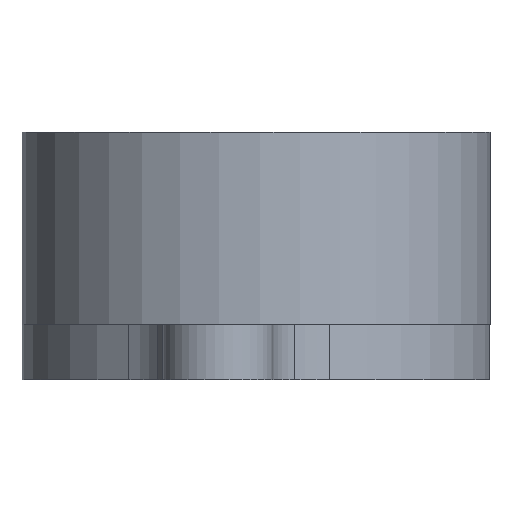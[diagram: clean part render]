
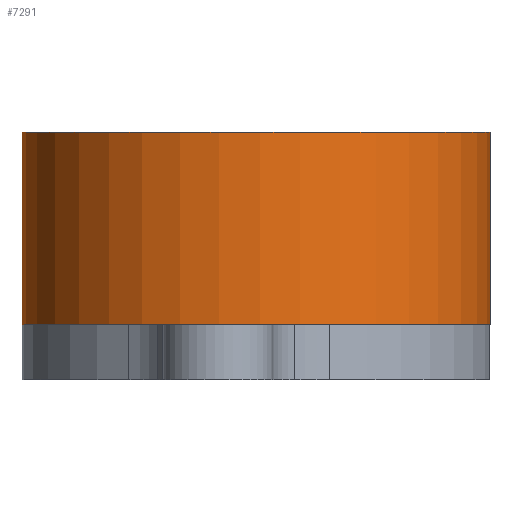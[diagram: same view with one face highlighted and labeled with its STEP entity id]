
A CAD part, front view. The second image highlights one B-rep face of the part: STEP entity #7291.
In plain terms, the highlighted cylindrical face has radius 17 mm (diameter 34 mm), a full revolution.
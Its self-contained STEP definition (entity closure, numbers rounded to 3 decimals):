
#7155=CARTESIAN_POINT('',(83.002,-50.277,5.0));
#7156=VERTEX_POINT('',#7155);
#7157=CARTESIAN_POINT('',(100.,-50.,5.0));
#7158=DIRECTION('',(0.0,0.0,-1.0));
#7159=DIRECTION('',(1.,0.016,0.0));
#7160=AXIS2_PLACEMENT_3D('',#7157,#7158,#7159);
#7161=CIRCLE('',#7160,17.);
#7162=EDGE_CURVE('',#7156,#7156,#7161,.F.);
#7244=CARTESIAN_POINT('',(83.002,-50.277,19.0));
#7245=VERTEX_POINT('',#7244);
#7246=CARTESIAN_POINT('',(100.,-50.,19.0));
#7247=DIRECTION('',(0.0,0.0,1.0));
#7248=DIRECTION('',(1.,0.016,0.0));
#7249=AXIS2_PLACEMENT_3D('',#7246,#7247,#7248);
#7250=CIRCLE('',#7249,17.);
#7251=EDGE_CURVE('',#7245,#7245,#7250,.T.);
#7280=CARTESIAN_POINT('',(100.,-50.,14.0));
#7281=DIRECTION('',(0.0,0.0,-1.0));
#7282=DIRECTION('',(1.,0.016,0.0));
#7283=AXIS2_PLACEMENT_3D('',#7280,#7281,#7282);
#7284=CYLINDRICAL_SURFACE('',#7283,17.0);
#7285=ORIENTED_EDGE('',*,*,#7162,.T.);
#7286=EDGE_LOOP('',(#7285));
#7287=FACE_OUTER_BOUND('',#7286,.T.);
#7288=ORIENTED_EDGE('',*,*,#7251,.F.);
#7289=EDGE_LOOP('',(#7288));
#7290=FACE_BOUND('',#7289,.T.);
#7291=ADVANCED_FACE('',(#7287,#7290),#7284,.T.);
